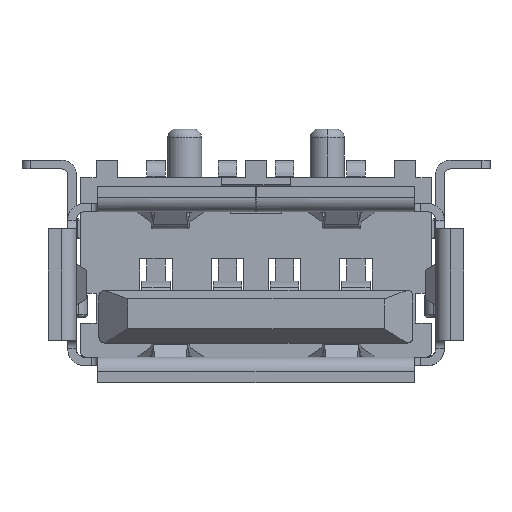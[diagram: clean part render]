
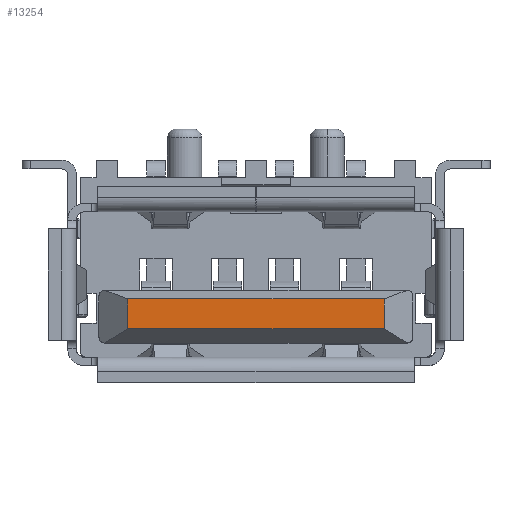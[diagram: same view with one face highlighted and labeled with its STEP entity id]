
A CAD part, front view. The second image highlights one B-rep face of the part: STEP entity #13254.
In plain terms, the highlighted face is planar.
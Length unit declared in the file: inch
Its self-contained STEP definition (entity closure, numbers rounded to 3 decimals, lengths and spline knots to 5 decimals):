
#799 = VERTEX_POINT ( 'NONE', #24840 ) ;
#833 = VERTEX_POINT ( 'NONE', #24894 ) ;
#842 = EDGE_CURVE ( 'NONE', #833, #799, #24942, .T. ) ;
#5038 = DIRECTION ( 'NONE',  ( -1., 0., 0. ) ) ;
#5424 = AXIS2_PLACEMENT_3D ( 'NONE', #5518, #5520, #5038 ) ;
#5510 = PLANE ( 'NONE',  #5424 ) ;
#5518 = CARTESIAN_POINT ( 'NONE',  ( -0.53078, -0.00001, -8.06121 ) ) ;
#5520 = DIRECTION ( 'NONE',  ( 0., 0., -1. ) ) ;
#5762 = DIRECTION ( 'NONE',  ( 0., -1., 0. ) ) ;
#5763 = VECTOR ( 'NONE', #5762, 39.37008 ) ;
#5765 = CARTESIAN_POINT ( 'NONE',  ( -0.47763, 0.21652, -8.06121 ) ) ;
#5767 = LINE ( 'NONE', #5765, #5763 ) ;
#6234 = DIRECTION ( 'NONE',  ( -1., 0., 0. ) ) ;
#6235 = VECTOR ( 'NONE', #6234, 39.37008 ) ;
#6236 = CARTESIAN_POINT ( 'NONE',  ( -0.47763, -0.17718, -8.06121 ) ) ;
#6237 = LINE ( 'NONE', #6236, #6235 ) ;
#6238 = FACE_OUTER_BOUND ( 'NONE', #13272, .T. ) ;
#6239 = CARTESIAN_POINT ( 'NONE',  ( -0.47763, -0.17718, -8.06121 ) ) ;
#6244 = CARTESIAN_POINT ( 'NONE',  ( -0.47763, 0.17715, -8.06121 ) ) ;
#6323 = DIRECTION ( 'NONE',  ( 1., 0., 0. ) ) ;
#6331 = CARTESIAN_POINT ( 'NONE',  ( -0.51897, 0.17715, -8.06121 ) ) ;
#6332 = LINE ( 'NONE', #6331, #6334 ) ;
#6334 = VECTOR ( 'NONE', #6323, 39.37008 ) ;
#13238 = ORIENTED_EDGE ( 'NONE', *, *, #842, .F. ) ;
#13240 = VERTEX_POINT ( 'NONE', #6244 ) ;
#13243 = EDGE_CURVE ( 'NONE', #13244, #833, #6237, .T. ) ;
#13244 = VERTEX_POINT ( 'NONE', #6239 ) ;
#13254 = ADVANCED_FACE ( 'NONE', ( #6238 ), #5510, .F. ) ;
#13256 = ORIENTED_EDGE ( 'NONE', *, *, #13243, .F. ) ;
#13272 = EDGE_LOOP ( 'NONE', ( #13256, #13363, #13369, #13238 ) ) ;
#13274 = EDGE_CURVE ( 'NONE', #13240, #13244, #5767, .T. ) ;
#13363 = ORIENTED_EDGE ( 'NONE', *, *, #13274, .F. ) ;
#13365 = EDGE_CURVE ( 'NONE', #799, #13240, #6332, .T. ) ;
#13369 = ORIENTED_EDGE ( 'NONE', *, *, #13365, .F. ) ;
#24840 = CARTESIAN_POINT ( 'NONE',  ( -0.51897, 0.17715, -8.06121 ) ) ;
#24894 = CARTESIAN_POINT ( 'NONE',  ( -0.51897, -0.17718, -8.06121 ) ) ;
#24939 = DIRECTION ( 'NONE',  ( 0., 1., 0. ) ) ;
#24940 = VECTOR ( 'NONE', #24939, 39.37008 ) ;
#24941 = CARTESIAN_POINT ( 'NONE',  ( -0.51897, -0.00001, -8.06121 ) ) ;
#24942 = LINE ( 'NONE', #24941, #24940 ) ;
